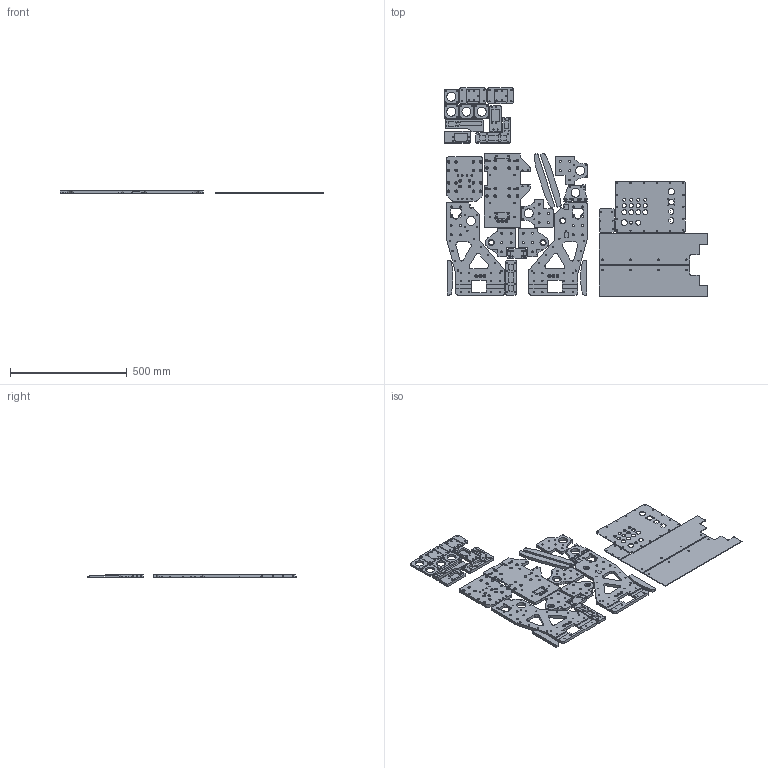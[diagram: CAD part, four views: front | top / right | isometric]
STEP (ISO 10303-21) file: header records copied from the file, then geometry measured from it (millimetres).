
FILE_DESCRIPTION (( 'STEP AP214' ), '1' );
FILE_NAME ('Machined Parts Nested.STEP', '2021-07-08T16:32:47', ( '' ), ( '' ), 'SwSTEP 2.0', 'SolidWorks 2018', '' );
FILE_SCHEMA (( 'AUTOMOTIVE_DESIGN' ));
Length unit declared in the file: millimetre
Products named in the file (23): Z_Axis_Plate; Gantry Rib1; Z_Axis_Motor_Plate; Z_Axis_Spacer; MirrorY_Axis_Endplate; MirrorGantry_Riser_No Lower Rail; Gantry_Riser_No Lower Rail; Drag Chain Mount (Z Axis)_Z Axis; Freezemod PU-FS6M Mounting Bracket; Backsplash; Nema24_Spacer_Plate; X-Axis_Ballscrew_Connection_Plate; Y_Axis_Endplate; Y-Axis_Ballscrew_Connection_Plate; X_Axis_Plate; Z_Axis_Spacer_Z Axis Dragchain Side; Gantry Rib2; Drag Chain Mount (X Axis)_X Axis; MirrorY_Axis_Endplate_Nema 24; Machined Parts Nested; Drag Chain Mount (Y Axis)_Default<As Machined>; Controller Gland Plate; Y_Axis_Endplate_Nema 24
Assembly tree (29 placements, depth 2):
  Machined Parts Nested
    Z_Axis_Plate
    Gantry_Riser_No Lower Rail
    MirrorGantry_Riser_No Lower Rail
    X_Axis_Plate
    Gantry Rib2  x2
    Gantry Rib1  x2
    MirrorY_Axis_Endplate_Nema 24
    MirrorY_Axis_Endplate
    Y_Axis_Endplate_Nema 24
    Y_Axis_Endplate
    Z_Axis_Motor_Plate
    X-Axis_Ballscrew_Connection_Plate
    Nema24_Spacer_Plate  x4
    Z_Axis_Spacer
    Drag Chain Mount (Z Axis)_Z Axis
    Z_Axis_Spacer_Z Axis Dragchain Side
    Drag Chain Mount (X Axis)_X Axis
    Drag Chain Mount (Y Axis)_Default<As Machined>
    Backsplash  x2
    Controller Gland Plate
    Freezemod PU-FS6M Mounting Bracket
    Y-Axis_Ballscrew_Connection_Plate  x2
Bounding box: 1129.58 x 894.23 x 12.7 mm (x, y, z)
Volume: 4074173.3 mm3; surface area: 1249460.6 mm2
Topology: 29 solids, 29 shells, 1732 faces, 4687 edges, 3050 vertices
Faces by surface type: cylinder 1119, plane 497, cone 116
Entity records: 52971 total; most frequent: DIRECTION 9317, CARTESIAN_POINT 8422, ORIENTED_EDGE 8248, EDGE_CURVE 4124, AXIS2_PLACEMENT_3D 3621, VERTEX_POINT 2726, EDGE_LOOP 2232, VECTOR 2075
